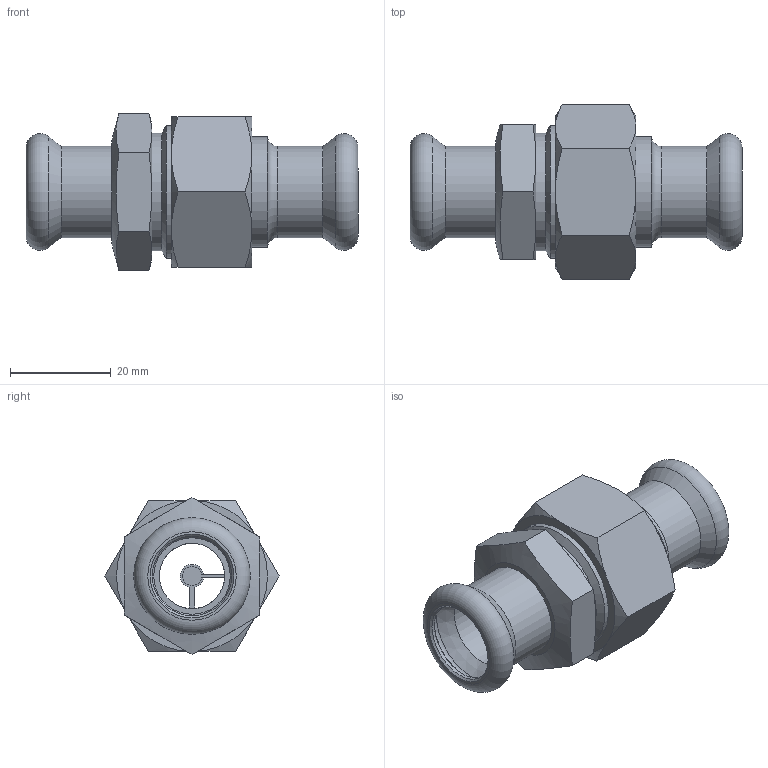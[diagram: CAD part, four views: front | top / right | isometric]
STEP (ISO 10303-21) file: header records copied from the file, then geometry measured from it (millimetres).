
FILE_DESCRIPTION(/* description */ (''),/* implementation_level */ '2;1');
FILE_NAME(/* name */ '35320.stp',/* time_stamp */ '2014-04-01T20:49:41+02:00',/* author */ ('bruh'),/* organization */ (''),/* preprocessor_version */ 'ST-DEVELOPER v15.2',/* originating_system */ 'Autodesk Inventor 2014',/* authorisation */ '');
FILE_SCHEMA (('AUTOMOTIVE_DESIGN { 1 0 10303 214 3 1 1 }'));
Length unit declared in the file: millimetre
Products named in the file (5): 102033; 101245; 101135; 400782; 35320
Bounding box: 66 x 34.64 x 31.18 mm (x, y, z)
Volume: 18089.1 mm3; surface area: 12959.8 mm2
Topology: 3 solids, 3 shells, 85 faces, 181 edges, 109 vertices
Faces by surface type: cone 31, plane 30, cylinder 17, torus 7
Full cylindrical faces by diameter (mm): 13 x1, 15 x1, 15.2 x2, 15.8 x2, 18.2 x2, 22 x2, 22.1 x1, 23.4 x1, 24.117 x1, 26.441 x1
Entity records: 2172 total; most frequent: CARTESIAN_POINT 418, DIRECTION 354, ORIENTED_EDGE 278, AXIS2_PLACEMENT_3D 163, EDGE_CURVE 139, EDGE_LOOP 132, VERTEX_POINT 101, ADVANCED_FACE 85
